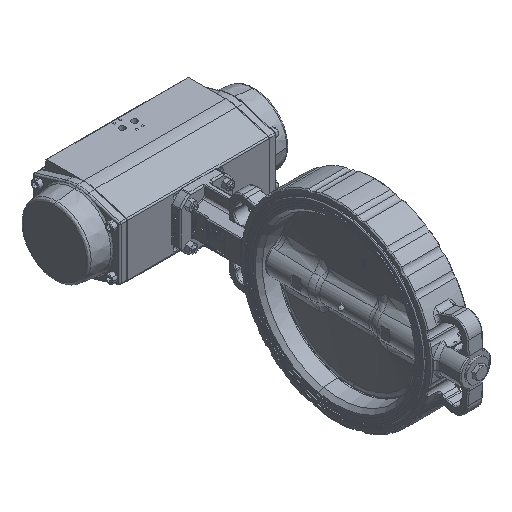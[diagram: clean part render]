
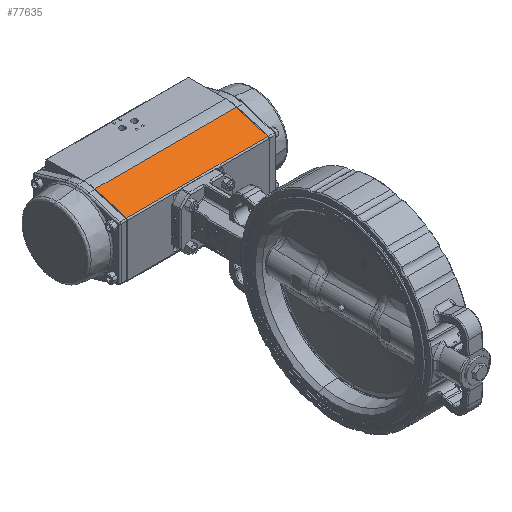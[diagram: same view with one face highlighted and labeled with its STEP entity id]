
A CAD part, isometric view. The second image highlights one B-rep face of the part: STEP entity #77635.
In plain terms, the highlighted planar face has unit normal (0, 0.288, -0.958).
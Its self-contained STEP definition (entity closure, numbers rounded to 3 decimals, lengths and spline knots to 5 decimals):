
#3762 = CARTESIAN_POINT ( 'NONE',  ( -0.18486, 0.23554, 0.66179 ) ) ;
#4672 = CARTESIAN_POINT ( 'NONE',  ( -0.18486, 0.23554, 0.66179 ) ) ;
#5074 = ORIENTED_EDGE ( 'NONE', *, *, #10822, .T. ) ;
#7226 = VERTEX_POINT ( 'NONE', #30552 ) ;
#10822 = EDGE_CURVE ( 'NONE', #7226, #16307, #78196, .T. ) ;
#11488 = CARTESIAN_POINT ( 'NONE',  ( -0.18486, 0.17356, 0.64315 ) ) ;
#13572 = DIRECTION ( 'NONE',  ( 0., 0.288, -0.958 ) ) ;
#14426 = FACE_OUTER_BOUND ( 'NONE', #77470, .T. ) ;
#15382 = VECTOR ( 'NONE', #56189, 1. ) ;
#16307 = VERTEX_POINT ( 'NONE', #4672 ) ;
#16841 = ORIENTED_EDGE ( 'NONE', *, *, #62361, .T. ) ;
#27005 = PLANE ( 'NONE',  #70431 ) ;
#30552 = CARTESIAN_POINT ( 'NONE',  ( -0.18486, 0.17356, 0.64315 ) ) ;
#30780 = LINE ( 'NONE', #57197, #40826 ) ;
#30793 = ORIENTED_EDGE ( 'NONE', *, *, #45035, .T. ) ;
#31845 = LINE ( 'NONE', #50446, #35915 ) ;
#35915 = VECTOR ( 'NONE', #38317, 1. ) ;
#38044 = ORIENTED_EDGE ( 'NONE', *, *, #51211, .T. ) ;
#38317 = DIRECTION ( 'NONE',  ( -1., 0., 0. ) ) ;
#40826 = VECTOR ( 'NONE', #83603, 1. ) ;
#42768 = LINE ( 'NONE', #3762, #15382 ) ;
#45035 = EDGE_CURVE ( 'NONE', #61434, #56010, #30780, .T. ) ;
#47759 = CARTESIAN_POINT ( 'NONE',  ( -0.18486, 0.17356, 0.64315 ) ) ;
#50446 = CARTESIAN_POINT ( 'NONE',  ( -0.18486, 0.17356, 0.64315 ) ) ;
#51211 = EDGE_CURVE ( 'NONE', #56010, #7226, #31845, .T. ) ;
#54276 = CARTESIAN_POINT ( 'NONE',  ( 0.09514, 0.23554, 0.66179 ) ) ;
#56010 = VERTEX_POINT ( 'NONE', #76027 ) ;
#56189 = DIRECTION ( 'NONE',  ( 1., 0., 0. ) ) ;
#57197 = CARTESIAN_POINT ( 'NONE',  ( 0.09514, 0.17356, 0.64315 ) ) ;
#61434 = VERTEX_POINT ( 'NONE', #54276 ) ;
#62361 = EDGE_CURVE ( 'NONE', #16307, #61434, #42768, .T. ) ;
#64332 = DIRECTION ( 'NONE',  ( 0., 0.958, 0.288 ) ) ;
#67105 = VECTOR ( 'NONE', #64332, 1. ) ;
#70431 = AXIS2_PLACEMENT_3D ( 'NONE', #47759, #13572, #74216 ) ;
#74216 = DIRECTION ( 'NONE',  ( 0., -0.958, -0.288 ) ) ;
#76027 = CARTESIAN_POINT ( 'NONE',  ( 0.09514, 0.17356, 0.64315 ) ) ;
#77470 = EDGE_LOOP ( 'NONE', ( #16841, #30793, #38044, #5074 ) ) ;
#77635 = ADVANCED_FACE ( 'NONE', ( #14426 ), #27005, .T. ) ;
#78196 = LINE ( 'NONE', #11488, #67105 ) ;
#83603 = DIRECTION ( 'NONE',  ( 0., -0.958, -0.288 ) ) ;
